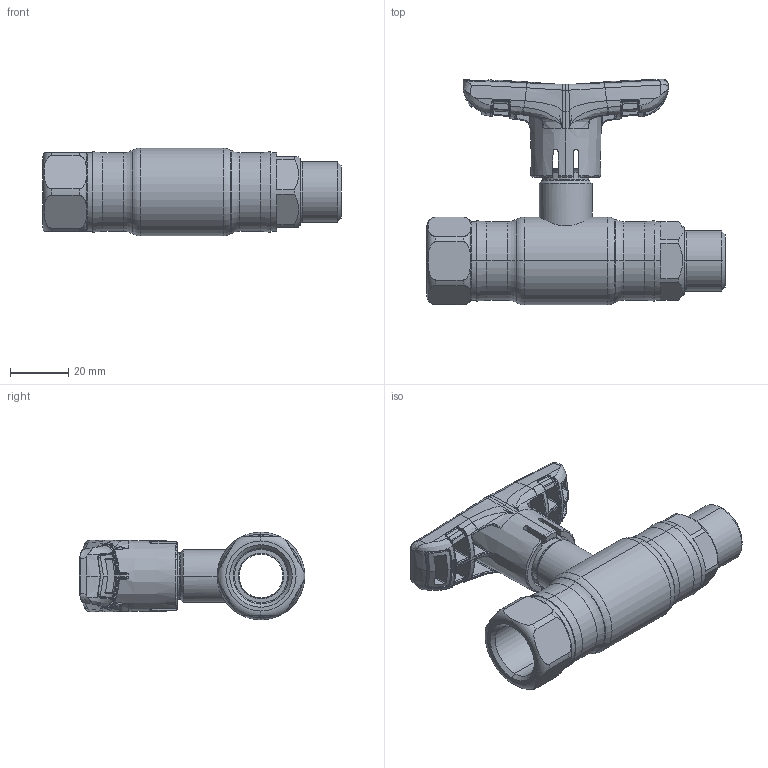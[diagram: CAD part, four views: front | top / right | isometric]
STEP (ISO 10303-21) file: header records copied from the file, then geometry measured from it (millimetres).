
FILE_DESCRIPTION (( 'STEP AP214' ), '1' );
FILE_NAME ('2015002400-0400.step', '2024-01-11T11:19:49', ( '' ), ( '' ), 'SwSTEP 2.0', 'SolidWorks 2021', '' );
FILE_SCHEMA (( 'AUTOMOTIVE_DESIGN' ));
Length unit declared in the file: millimetre
Products named in the file (1): 2015002400-0400
Bounding box: 102 x 77.19 x 30 mm (x, y, z)
Surface area: 21671.9 mm2 (no closed solid volume)
Topology: 0 solids, 6 shells, 763 faces, 2114 edges, 1291 vertices
Faces by surface type: bspline 578, plane 68, cylinder 42, torus 33, cone 27, sphere 15
Entity records: 56127 total; most frequent: CARTESIAN_POINT 33244, ORIENTED_EDGE 3829, EDGE_CURVE 2102, DIRECTION 1576, B_SPLINE_CURVE_WITH_KNOTS 1404, VERTEX_POINT 1287, EDGE_LOOP 772, UNCERTAINTY_MEASURE_WITH_UNIT 765
